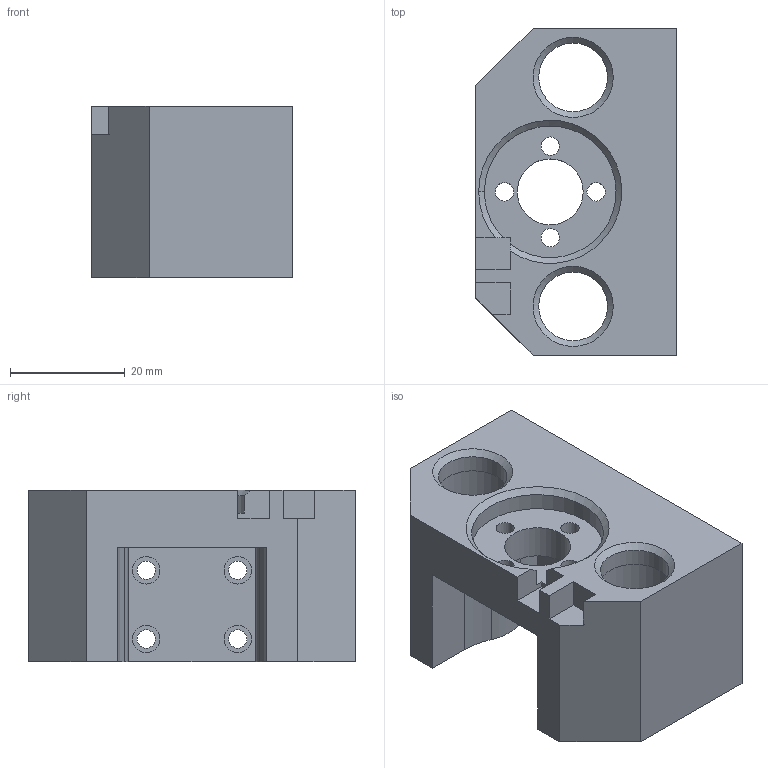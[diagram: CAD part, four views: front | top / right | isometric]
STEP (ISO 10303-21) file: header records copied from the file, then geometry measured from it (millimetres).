
FILE_DESCRIPTION(('FreeCAD Model'),'2;1');
FILE_NAME('Carro Z.step', '2018-02-12T08:20:27',('Author'),(''), 'Open CASCADE STEP processor 6.8','FreeCAD','Unknown');
FILE_SCHEMA(('AUTOMOTIVE_DESIGN_CC2 { 1 2 10303 214 -1 1 5 4 }'));
Length unit declared in the file: millimetre
Products named in the file (2): ASSEMBLY; carro_Z
Assembly tree (1 placements, depth 2):
  ASSEMBLY
    carro_Z
Bounding box: 35 x 57 x 30 mm (x, y, z)
Volume: 30273.7 mm3; surface area: 13225 mm2
Topology: 1 solids, 1 shells, 55 faces, 140 edges, 93 vertices
Faces by surface type: plane 27, cylinder 24, cone 4
Full cylindrical faces by diameter (mm): 3.2 x8, 4.8 x4, 11.5 x1, 12 x2, 15.2 x2
Entity records: 3762 total; most frequent: CARTESIAN_POINT 870, DIRECTION 539, LINE 282, VECTOR 282, ORIENTED_EDGE 280, PCURVE 280, DEFINITIONAL_REPRESENTATION 280, EDGE_CURVE 140
